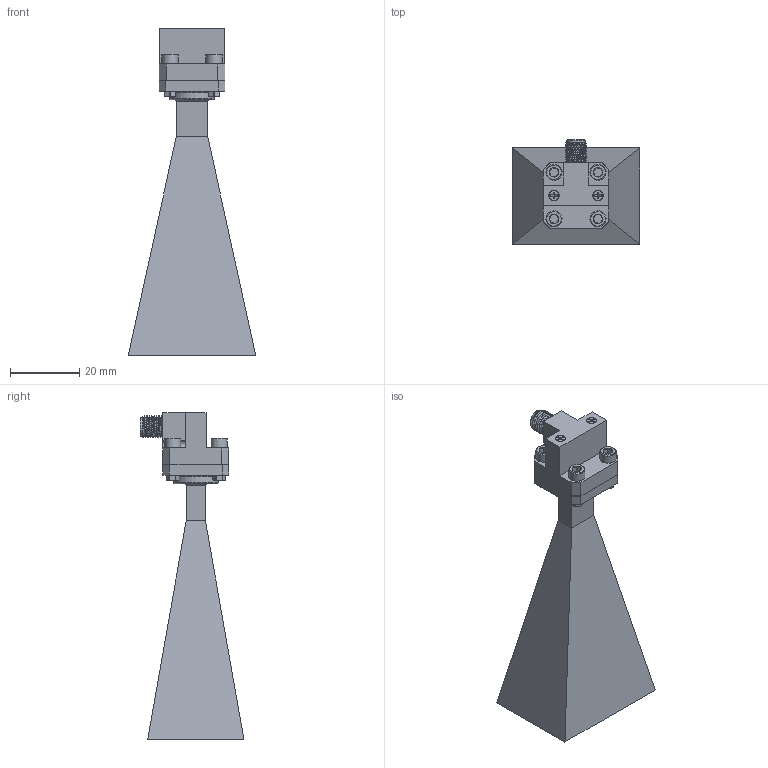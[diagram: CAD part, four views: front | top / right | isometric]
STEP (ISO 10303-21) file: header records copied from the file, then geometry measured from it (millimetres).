
FILE_DESCRIPTION (( 'STEP AP203' ), '1' );
FILE_NAME ('PE9850-2F-20_3D.STEP', '2020-06-18T15:06:27', ( '' ), ( '' ), 'SwSTEP 2.0', 'SolidWorks 2018', '' );
FILE_SCHEMA (( 'CONFIG_CONTROL_DESIGN' ));
Length unit declared in the file: inch
Products named in the file (1): PE9850-2F-20_3D
Bounding box: 36.83 x 30.01 x 94.39 mm (x, y, z)
Volume: 9617.2 mm3; surface area: 13922.2 mm2
Topology: 1 solids, 3 shells, 352 faces, 891 edges, 566 vertices
Faces by surface type: plane 172, cylinder 90, cone 70, bspline 14, torus 6
Full cylindrical faces by diameter (mm): 1.565 x12, 1.778 x2, 2.201 x12, 2.92 x1, 2.972 x4, 4.623 x1, 4.648 x4, 5.334 x1, 12.875 x1
Entity records: 18652 total; most frequent: CARTESIAN_POINT 11390, ORIENTED_EDGE 1490, DIRECTION 1403, EDGE_CURVE 745, AXIS2_PLACEMENT_3D 541, VERTEX_POINT 494, EDGE_LOOP 415, FACE_OUTER_BOUND 354
